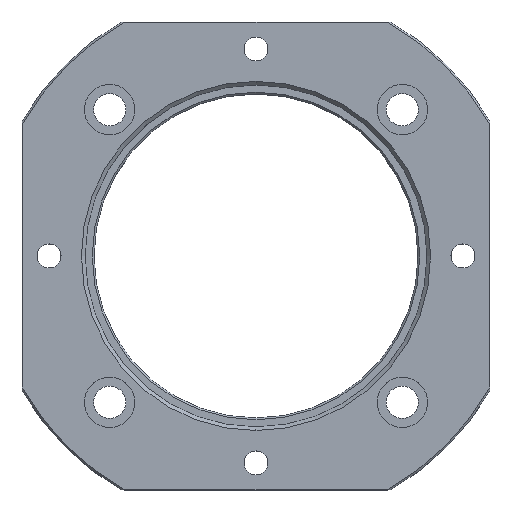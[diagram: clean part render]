
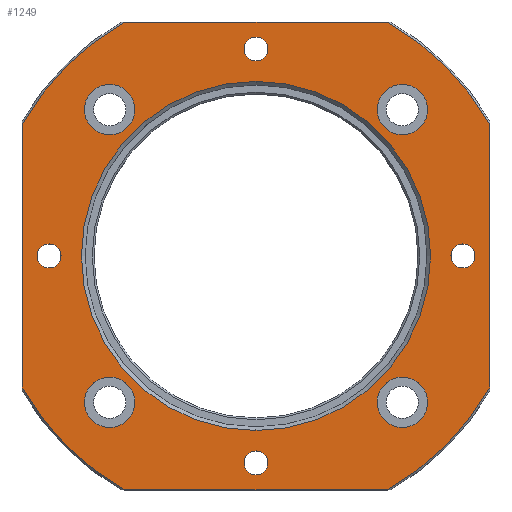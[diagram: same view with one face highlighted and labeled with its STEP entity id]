
A CAD part, top view. The second image highlights one B-rep face of the part: STEP entity #1249.
In plain terms, the highlighted planar face has unit normal (0, 0, 1).
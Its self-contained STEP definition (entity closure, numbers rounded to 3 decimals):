
#141=CARTESIAN_POINT('Axis2P3D Location',(0.,0.,0.)) ;
#145=CARTESIAN_POINT('Vertex',(0.,48.5,0.)) ;
#147=CARTESIAN_POINT('Vertex',(0.,-48.5,0.)) ;
#176=CARTESIAN_POINT('Axis2P3D Location',(0.,0.,0.)) ;
#475=CARTESIAN_POINT('Vertex',(57.5,-3.324,0.)) ;
#489=CARTESIAN_POINT('Vertex',(57.5,3.324,0.)) ;
#492=CARTESIAN_POINT('Axis2P3D Location',(57.5,0.,0.)) ;
#509=CARTESIAN_POINT('Axis2P3D Location',(57.5,0.,0.)) ;
#532=CARTESIAN_POINT('Vertex',(-3.324,-57.5,0.)) ;
#546=CARTESIAN_POINT('Vertex',(3.324,-57.5,0.)) ;
#549=CARTESIAN_POINT('Axis2P3D Location',(0.,-57.5,0.)) ;
#566=CARTESIAN_POINT('Axis2P3D Location',(0.,-57.5,0.)) ;
#589=CARTESIAN_POINT('Vertex',(-57.5,3.324,0.)) ;
#603=CARTESIAN_POINT('Vertex',(-57.5,-3.324,0.)) ;
#606=CARTESIAN_POINT('Axis2P3D Location',(-57.5,0.,0.)) ;
#623=CARTESIAN_POINT('Axis2P3D Location',(-57.5,0.,0.)) ;
#684=CARTESIAN_POINT('Vertex',(-3.324,57.5,0.)) ;
#698=CARTESIAN_POINT('Vertex',(3.324,57.5,0.)) ;
#701=CARTESIAN_POINT('Axis2P3D Location',(0.,57.5,0.)) ;
#718=CARTESIAN_POINT('Axis2P3D Location',(0.,57.5,0.)) ;
#735=CARTESIAN_POINT('Axis2P3D Location',(40.659,40.659,0.)) ;
#739=CARTESIAN_POINT('Vertex',(47.659,40.659,0.)) ;
#741=CARTESIAN_POINT('Vertex',(33.659,40.659,0.)) ;
#761=CARTESIAN_POINT('Axis2P3D Location',(40.659,40.659,0.)) ;
#815=CARTESIAN_POINT('Axis2P3D Location',(-40.659,40.659,0.)) ;
#819=CARTESIAN_POINT('Vertex',(-40.659,33.659,0.)) ;
#821=CARTESIAN_POINT('Vertex',(-40.659,47.659,0.)) ;
#841=CARTESIAN_POINT('Axis2P3D Location',(-40.659,40.659,0.)) ;
#938=CARTESIAN_POINT('Axis2P3D Location',(-40.659,-40.659,0.)) ;
#942=CARTESIAN_POINT('Vertex',(-33.659,-40.659,0.)) ;
#944=CARTESIAN_POINT('Vertex',(-47.659,-40.659,0.)) ;
#964=CARTESIAN_POINT('Axis2P3D Location',(-40.659,-40.659,0.)) ;
#1061=CARTESIAN_POINT('Axis2P3D Location',(40.659,-40.659,0.)) ;
#1065=CARTESIAN_POINT('Vertex',(40.659,-33.659,0.)) ;
#1067=CARTESIAN_POINT('Vertex',(40.659,-47.659,0.)) ;
#1087=CARTESIAN_POINT('Axis2P3D Location',(40.659,-40.659,0.)) ;
#1142=CARTESIAN_POINT('Axis2P3D Location',(0.,48.5,0.)) ;
#1147=CARTESIAN_POINT('Axis2P3D Location',(0.,0.,0.)) ;
#1151=CARTESIAN_POINT('Vertex',(-36.404,-65.,0.)) ;
#1153=CARTESIAN_POINT('Vertex',(-65.,-36.404,0.)) ;
#1156=CARTESIAN_POINT('Line Origine',(0.,-65.,0.)) ;
#1160=CARTESIAN_POINT('Vertex',(36.404,-65.,0.)) ;
#1163=CARTESIAN_POINT('Axis2P3D Location',(0.,0.,0.)) ;
#1167=CARTESIAN_POINT('Vertex',(65.,-36.404,0.)) ;
#1170=CARTESIAN_POINT('Line Origine',(65.,0.,0.)) ;
#1174=CARTESIAN_POINT('Vertex',(65.,36.404,0.)) ;
#1177=CARTESIAN_POINT('Axis2P3D Location',(0.,0.,0.)) ;
#1181=CARTESIAN_POINT('Vertex',(36.404,65.,0.)) ;
#1184=CARTESIAN_POINT('Line Origine',(0.,65.,0.)) ;
#1188=CARTESIAN_POINT('Vertex',(-36.404,65.,0.)) ;
#1191=CARTESIAN_POINT('Axis2P3D Location',(0.,0.,0.)) ;
#1195=CARTESIAN_POINT('Vertex',(-65.,36.404,0.)) ;
#1198=CARTESIAN_POINT('Line Origine',(-65.,0.,0.)) ;
#142=DIRECTION('Axis2P3D Direction',(-0.,0.,1.)) ;
#177=DIRECTION('Axis2P3D Direction',(-0.,0.,1.)) ;
#493=DIRECTION('Axis2P3D Direction',(-0.,0.,-1.)) ;
#510=DIRECTION('Axis2P3D Direction',(-0.,0.,-1.)) ;
#550=DIRECTION('Axis2P3D Direction',(0.,0.,-1.)) ;
#567=DIRECTION('Axis2P3D Direction',(0.,0.,-1.)) ;
#607=DIRECTION('Axis2P3D Direction',(0.,0.,-1.)) ;
#624=DIRECTION('Axis2P3D Direction',(0.,0.,-1.)) ;
#702=DIRECTION('Axis2P3D Direction',(0.,0.,-1.)) ;
#719=DIRECTION('Axis2P3D Direction',(0.,0.,-1.)) ;
#736=DIRECTION('Axis2P3D Direction',(0.,0.,-1.)) ;
#762=DIRECTION('Axis2P3D Direction',(0.,0.,-1.)) ;
#816=DIRECTION('Axis2P3D Direction',(0.,0.,-1.)) ;
#842=DIRECTION('Axis2P3D Direction',(0.,0.,-1.)) ;
#939=DIRECTION('Axis2P3D Direction',(0.,0.,-1.)) ;
#965=DIRECTION('Axis2P3D Direction',(0.,0.,-1.)) ;
#1062=DIRECTION('Axis2P3D Direction',(-0.,0.,-1.)) ;
#1088=DIRECTION('Axis2P3D Direction',(-0.,0.,-1.)) ;
#1143=DIRECTION('Axis2P3D Direction',(0.,0.,-1.)) ;
#1144=DIRECTION('Axis2P3D XDirection',(1.,0.,0.)) ;
#1148=DIRECTION('Axis2P3D Direction',(0.,0.,-1.)) ;
#1157=DIRECTION('Vector Direction',(-1.,0.,0.)) ;
#1164=DIRECTION('Axis2P3D Direction',(0.,0.,-1.)) ;
#1171=DIRECTION('Vector Direction',(0.,-1.,0.)) ;
#1178=DIRECTION('Axis2P3D Direction',(0.,0.,-1.)) ;
#1185=DIRECTION('Vector Direction',(1.,0.,0.)) ;
#1192=DIRECTION('Axis2P3D Direction',(0.,0.,-1.)) ;
#1199=DIRECTION('Vector Direction',(0.,1.,0.)) ;
#143=AXIS2_PLACEMENT_3D('Circle Axis2P3D',#141,#142,$) ;
#178=AXIS2_PLACEMENT_3D('Circle Axis2P3D',#176,#177,$) ;
#494=AXIS2_PLACEMENT_3D('Circle Axis2P3D',#492,#493,$) ;
#511=AXIS2_PLACEMENT_3D('Circle Axis2P3D',#509,#510,$) ;
#551=AXIS2_PLACEMENT_3D('Circle Axis2P3D',#549,#550,$) ;
#568=AXIS2_PLACEMENT_3D('Circle Axis2P3D',#566,#567,$) ;
#608=AXIS2_PLACEMENT_3D('Circle Axis2P3D',#606,#607,$) ;
#625=AXIS2_PLACEMENT_3D('Circle Axis2P3D',#623,#624,$) ;
#703=AXIS2_PLACEMENT_3D('Circle Axis2P3D',#701,#702,$) ;
#720=AXIS2_PLACEMENT_3D('Circle Axis2P3D',#718,#719,$) ;
#737=AXIS2_PLACEMENT_3D('Circle Axis2P3D',#735,#736,$) ;
#763=AXIS2_PLACEMENT_3D('Circle Axis2P3D',#761,#762,$) ;
#817=AXIS2_PLACEMENT_3D('Circle Axis2P3D',#815,#816,$) ;
#843=AXIS2_PLACEMENT_3D('Circle Axis2P3D',#841,#842,$) ;
#940=AXIS2_PLACEMENT_3D('Circle Axis2P3D',#938,#939,$) ;
#966=AXIS2_PLACEMENT_3D('Circle Axis2P3D',#964,#965,$) ;
#1063=AXIS2_PLACEMENT_3D('Circle Axis2P3D',#1061,#1062,$) ;
#1089=AXIS2_PLACEMENT_3D('Circle Axis2P3D',#1087,#1088,$) ;
#1145=AXIS2_PLACEMENT_3D('Plane Axis2P3D',#1142,#1143,#1144) ;
#1149=AXIS2_PLACEMENT_3D('Circle Axis2P3D',#1147,#1148,$) ;
#1165=AXIS2_PLACEMENT_3D('Circle Axis2P3D',#1163,#1164,$) ;
#1179=AXIS2_PLACEMENT_3D('Circle Axis2P3D',#1177,#1178,$) ;
#1193=AXIS2_PLACEMENT_3D('Circle Axis2P3D',#1191,#1192,$) ;
#1204=ORIENTED_EDGE('',*,*,#1155,.F.) ;
#1205=ORIENTED_EDGE('',*,*,#1162,.T.) ;
#1206=ORIENTED_EDGE('',*,*,#1169,.F.) ;
#1207=ORIENTED_EDGE('',*,*,#1176,.T.) ;
#1208=ORIENTED_EDGE('',*,*,#1183,.F.) ;
#1209=ORIENTED_EDGE('',*,*,#1190,.T.) ;
#1210=ORIENTED_EDGE('',*,*,#1197,.F.) ;
#1211=ORIENTED_EDGE('',*,*,#1202,.T.) ;
#1214=ORIENTED_EDGE('',*,*,#765,.T.) ;
#1215=ORIENTED_EDGE('',*,*,#743,.T.) ;
#1218=ORIENTED_EDGE('',*,*,#705,.T.) ;
#1219=ORIENTED_EDGE('',*,*,#722,.T.) ;
#1222=ORIENTED_EDGE('',*,*,#180,.T.) ;
#1223=ORIENTED_EDGE('',*,*,#149,.T.) ;
#1226=ORIENTED_EDGE('',*,*,#627,.T.) ;
#1227=ORIENTED_EDGE('',*,*,#610,.T.) ;
#1230=ORIENTED_EDGE('',*,*,#570,.T.) ;
#1231=ORIENTED_EDGE('',*,*,#553,.T.) ;
#1234=ORIENTED_EDGE('',*,*,#513,.T.) ;
#1235=ORIENTED_EDGE('',*,*,#496,.T.) ;
#1238=ORIENTED_EDGE('',*,*,#823,.T.) ;
#1239=ORIENTED_EDGE('',*,*,#845,.T.) ;
#1242=ORIENTED_EDGE('',*,*,#946,.T.) ;
#1243=ORIENTED_EDGE('',*,*,#968,.T.) ;
#1246=ORIENTED_EDGE('',*,*,#1069,.T.) ;
#1247=ORIENTED_EDGE('',*,*,#1091,.T.) ;
#1216=FACE_BOUND('',#1213,.T.) ;
#1220=FACE_BOUND('',#1217,.T.) ;
#1224=FACE_BOUND('',#1221,.T.) ;
#1228=FACE_BOUND('',#1225,.T.) ;
#1232=FACE_BOUND('',#1229,.T.) ;
#1236=FACE_BOUND('',#1233,.T.) ;
#1240=FACE_BOUND('',#1237,.T.) ;
#1244=FACE_BOUND('',#1241,.T.) ;
#1248=FACE_BOUND('',#1245,.T.) ;
#1158=VECTOR('Line Direction',#1157,1.) ;
#1172=VECTOR('Line Direction',#1171,1.) ;
#1186=VECTOR('Line Direction',#1185,1.) ;
#1200=VECTOR('Line Direction',#1199,1.) ;
#1249=ADVANCED_FACE('Corps principal',(#1212,#1216,#1220,#1224,#1228,#1232,#1236,#1240,#1244,#1248),#1146,.F.) ;
#144=CIRCLE('generated circle',#143,48.5) ;
#179=CIRCLE('generated circle',#178,48.5) ;
#495=CIRCLE('generated circle',#494,3.324) ;
#512=CIRCLE('generated circle',#511,3.324) ;
#552=CIRCLE('generated circle',#551,3.324) ;
#569=CIRCLE('generated circle',#568,3.324) ;
#609=CIRCLE('generated circle',#608,3.324) ;
#626=CIRCLE('generated circle',#625,3.324) ;
#704=CIRCLE('generated circle',#703,3.324) ;
#721=CIRCLE('generated circle',#720,3.324) ;
#738=CIRCLE('generated circle',#737,7.) ;
#764=CIRCLE('generated circle',#763,7.) ;
#818=CIRCLE('generated circle',#817,7.) ;
#844=CIRCLE('generated circle',#843,7.) ;
#941=CIRCLE('generated circle',#940,7.) ;
#967=CIRCLE('generated circle',#966,7.) ;
#1064=CIRCLE('generated circle',#1063,7.) ;
#1090=CIRCLE('generated circle',#1089,7.) ;
#1150=CIRCLE('generated circle',#1149,74.5) ;
#1166=CIRCLE('generated circle',#1165,74.5) ;
#1180=CIRCLE('generated circle',#1179,74.5) ;
#1194=CIRCLE('generated circle',#1193,74.5) ;
#149=EDGE_CURVE('',#146,#148,#144,.F.) ;
#180=EDGE_CURVE('',#148,#146,#179,.F.) ;
#496=EDGE_CURVE('',#476,#490,#495,.T.) ;
#513=EDGE_CURVE('',#490,#476,#512,.T.) ;
#553=EDGE_CURVE('',#533,#547,#552,.T.) ;
#570=EDGE_CURVE('',#547,#533,#569,.T.) ;
#610=EDGE_CURVE('',#590,#604,#609,.T.) ;
#627=EDGE_CURVE('',#604,#590,#626,.T.) ;
#705=EDGE_CURVE('',#685,#699,#704,.T.) ;
#722=EDGE_CURVE('',#699,#685,#721,.T.) ;
#743=EDGE_CURVE('',#740,#742,#738,.T.) ;
#765=EDGE_CURVE('',#742,#740,#764,.T.) ;
#823=EDGE_CURVE('',#820,#822,#818,.T.) ;
#845=EDGE_CURVE('',#822,#820,#844,.T.) ;
#946=EDGE_CURVE('',#943,#945,#941,.T.) ;
#968=EDGE_CURVE('',#945,#943,#967,.T.) ;
#1069=EDGE_CURVE('',#1066,#1068,#1064,.T.) ;
#1091=EDGE_CURVE('',#1068,#1066,#1090,.T.) ;
#1155=EDGE_CURVE('',#1152,#1154,#1150,.T.) ;
#1162=EDGE_CURVE('',#1152,#1161,#1159,.F.) ;
#1169=EDGE_CURVE('',#1168,#1161,#1166,.T.) ;
#1176=EDGE_CURVE('',#1168,#1175,#1173,.F.) ;
#1183=EDGE_CURVE('',#1182,#1175,#1180,.T.) ;
#1190=EDGE_CURVE('',#1182,#1189,#1187,.F.) ;
#1197=EDGE_CURVE('',#1196,#1189,#1194,.T.) ;
#1202=EDGE_CURVE('',#1196,#1154,#1201,.F.) ;
#1203=EDGE_LOOP('',(#1204,#1205,#1206,#1207,#1208,#1209,#1210,#1211)) ;
#1213=EDGE_LOOP('',(#1214,#1215)) ;
#1217=EDGE_LOOP('',(#1218,#1219)) ;
#1221=EDGE_LOOP('',(#1222,#1223)) ;
#1225=EDGE_LOOP('',(#1226,#1227)) ;
#1229=EDGE_LOOP('',(#1230,#1231)) ;
#1233=EDGE_LOOP('',(#1234,#1235)) ;
#1237=EDGE_LOOP('',(#1238,#1239)) ;
#1241=EDGE_LOOP('',(#1242,#1243)) ;
#1245=EDGE_LOOP('',(#1246,#1247)) ;
#1212=FACE_OUTER_BOUND('',#1203,.T.) ;
#1159=LINE('Line',#1156,#1158) ;
#1173=LINE('Line',#1170,#1172) ;
#1187=LINE('Line',#1184,#1186) ;
#1201=LINE('Line',#1198,#1200) ;
#1146=PLANE('',#1145) ;
#146=VERTEX_POINT('',#145) ;
#148=VERTEX_POINT('',#147) ;
#476=VERTEX_POINT('',#475) ;
#490=VERTEX_POINT('',#489) ;
#533=VERTEX_POINT('',#532) ;
#547=VERTEX_POINT('',#546) ;
#590=VERTEX_POINT('',#589) ;
#604=VERTEX_POINT('',#603) ;
#685=VERTEX_POINT('',#684) ;
#699=VERTEX_POINT('',#698) ;
#740=VERTEX_POINT('',#739) ;
#742=VERTEX_POINT('',#741) ;
#820=VERTEX_POINT('',#819) ;
#822=VERTEX_POINT('',#821) ;
#943=VERTEX_POINT('',#942) ;
#945=VERTEX_POINT('',#944) ;
#1066=VERTEX_POINT('',#1065) ;
#1068=VERTEX_POINT('',#1067) ;
#1152=VERTEX_POINT('',#1151) ;
#1154=VERTEX_POINT('',#1153) ;
#1161=VERTEX_POINT('',#1160) ;
#1168=VERTEX_POINT('',#1167) ;
#1175=VERTEX_POINT('',#1174) ;
#1182=VERTEX_POINT('',#1181) ;
#1189=VERTEX_POINT('',#1188) ;
#1196=VERTEX_POINT('',#1195) ;
